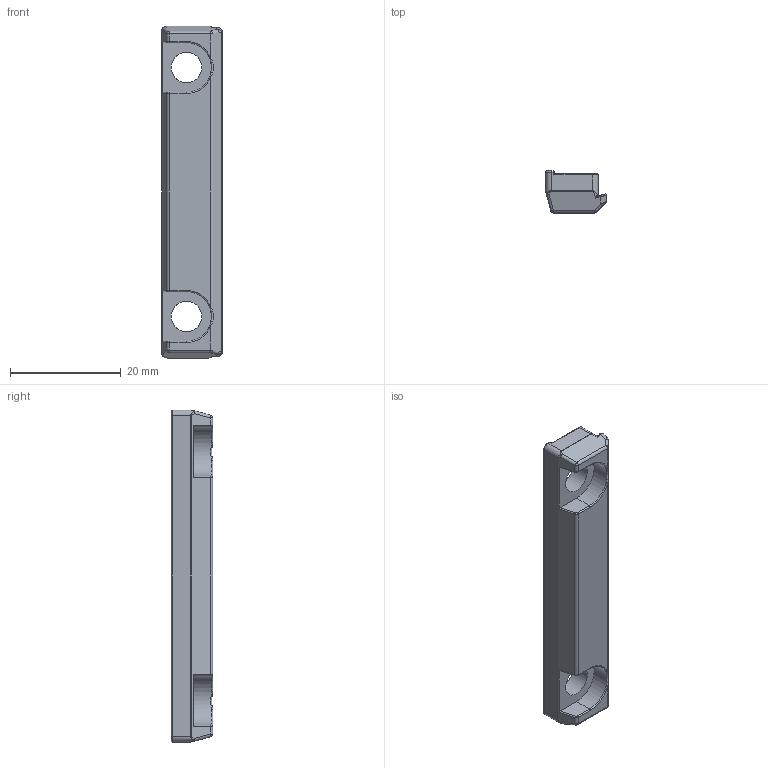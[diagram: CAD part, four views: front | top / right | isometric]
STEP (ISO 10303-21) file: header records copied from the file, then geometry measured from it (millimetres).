
FILE_DESCRIPTION(/* description */ (''),/* implementation_level */ '2;1');
FILE_NAME(/* name */ 'PRITRDILNA SPONA MG M5 T2 L=60.stp',/* time_stamp */ '2021-08-03T13:24:10+02:00',/* author */ ('mlogar'),/* organization */ (''),/* preprocessor_version */ 'ST-DEVELOPER v18',/* originating_system */ 'Autodesk Inventor 2020',/* authorisation */ '');
FILE_SCHEMA (('AUTOMOTIVE_DESIGN { 1 0 10303 214 3 1 1 }'));
Length unit declared in the file: millimetre
Products named in the file (1): PRITRDILNA SPONA MG M5 T2 L=60
Bounding box: 11 x 7.5 x 60 mm (x, y, z)
Volume: 3411 mm3; surface area: 2300 mm2
Topology: 1 solids, 1 shells, 114 faces, 266 edges, 148 vertices
Faces by surface type: cylinder 48, bspline 24, plane 22, torus 12, sphere 8
Full cylindrical faces by diameter (mm): 5.5 x2
Entity records: 3765 total; most frequent: CARTESIAN_POINT 1157, DIRECTION 564, ORIENTED_EDGE 524, EDGE_CURVE 262, AXIS2_PLACEMENT_3D 231, VERTEX_POINT 148, EDGE_LOOP 116, FACE_OUTER_BOUND 114
